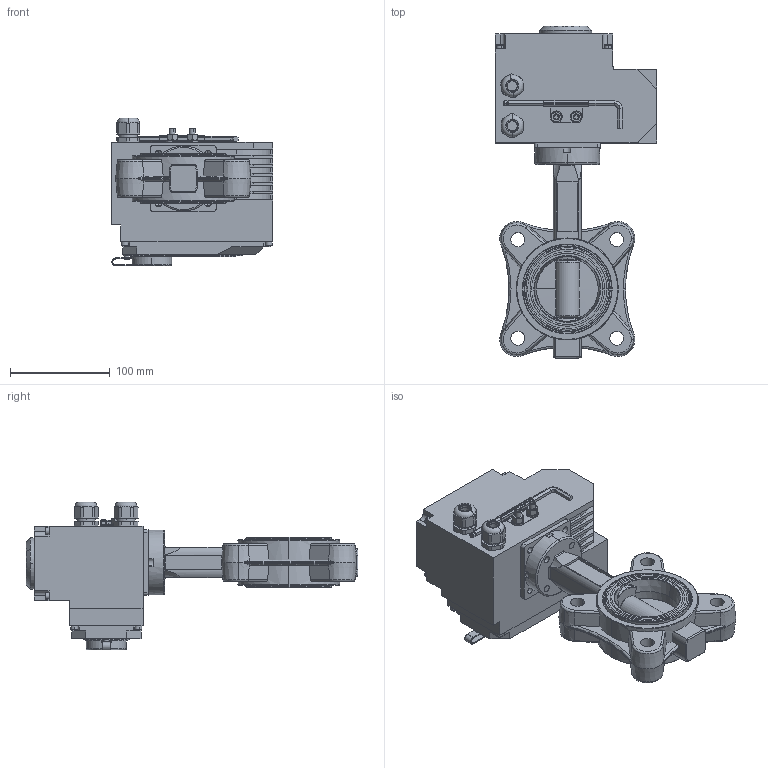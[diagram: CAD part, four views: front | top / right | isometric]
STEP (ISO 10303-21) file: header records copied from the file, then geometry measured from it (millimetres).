
FILE_DESCRIPTION (( 'STEP AP203' ), '1' );
FILE_NAME ('L9.000065E16C.STEP', '2023-03-08T08:01:30', ( '' ), ( '' ), 'SwSTEP 2.0', 'SolidWorks 2017', '' );
FILE_SCHEMA (( 'CONFIG_CONTROL_DESIGN' ));
Length unit declared in the file: millimetre
Products named in the file (1): L9.000065E16C
Bounding box: 161.5 x 332 x 148 mm (x, y, z)
Volume: 2196288.1 mm3; surface area: 194598.9 mm2
Topology: 1 solids, 6 shells, 955 faces, 2460 edges, 1534 vertices
Faces by surface type: plane 454, cylinder 228, cone 158, torus 95, bspline 20
Entity records: 30998 total; most frequent: CARTESIAN_POINT 7946, ORIENTED_EDGE 4848, DIRECTION 4789, EDGE_CURVE 2424, AXIS2_PLACEMENT_3D 1769, VERTEX_POINT 1534, VECTOR 1251, LINE 1251
